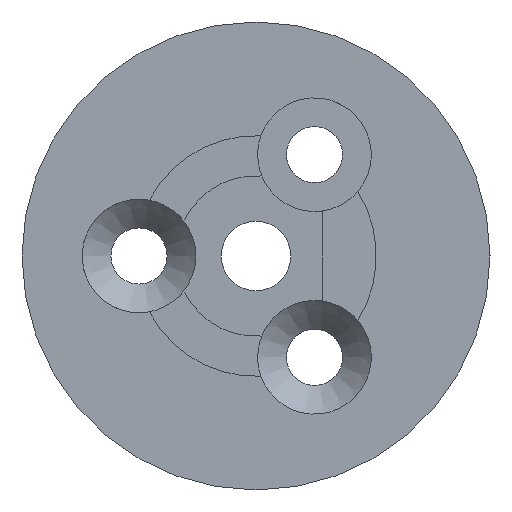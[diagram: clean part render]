
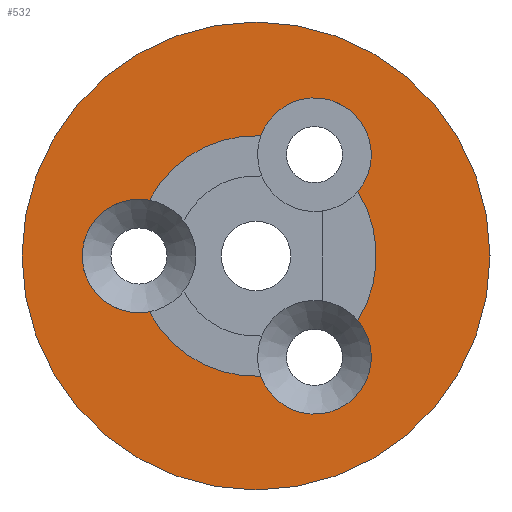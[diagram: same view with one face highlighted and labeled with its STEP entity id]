
A CAD part, left-side view. The second image highlights one B-rep face of the part: STEP entity #532.
In plain terms, the highlighted planar face has unit normal (-1, 0, 0).
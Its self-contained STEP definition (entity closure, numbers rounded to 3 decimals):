
#52=FACE_BOUND('',#124,.T.);
#61=PLANE('',#626);
#86=FACE_OUTER_BOUND('',#123,.T.);
#123=EDGE_LOOP('',(#461));
#124=EDGE_LOOP('',(#462,#463,#464,#465,#466,#467));
#226=CIRCLE('',#612,4.25);
#228=CIRCLE('',#616,4.25);
#229=CIRCLE('',#618,4.25);
#230=CIRCLE('',#620,9.);
#231=CIRCLE('',#622,9.);
#232=CIRCLE('',#624,9.);
#233=CIRCLE('',#627,17.5);
#272=VERTEX_POINT('',#949);
#273=VERTEX_POINT('',#951);
#274=VERTEX_POINT('',#957);
#275=VERTEX_POINT('',#959);
#276=VERTEX_POINT('',#963);
#277=VERTEX_POINT('',#965);
#278=VERTEX_POINT('',#977);
#334=EDGE_CURVE('',#273,#272,#226,.T.);
#338=EDGE_CURVE('',#275,#274,#228,.T.);
#341=EDGE_CURVE('',#277,#276,#229,.T.);
#342=EDGE_CURVE('',#273,#276,#230,.F.);
#343=EDGE_CURVE('',#277,#274,#231,.F.);
#344=EDGE_CURVE('',#275,#272,#232,.F.);
#346=EDGE_CURVE('',#278,#278,#233,.T.);
#461=ORIENTED_EDGE('',*,*,#346,.T.);
#462=ORIENTED_EDGE('',*,*,#343,.T.);
#463=ORIENTED_EDGE('',*,*,#338,.F.);
#464=ORIENTED_EDGE('',*,*,#344,.T.);
#465=ORIENTED_EDGE('',*,*,#334,.F.);
#466=ORIENTED_EDGE('',*,*,#342,.T.);
#467=ORIENTED_EDGE('',*,*,#341,.F.);
#532=ADVANCED_FACE('',(#86,#52),#61,.T.);
#612=AXIS2_PLACEMENT_3D('',#953,#771,#772);
#616=AXIS2_PLACEMENT_3D('',#961,#781,#782);
#618=AXIS2_PLACEMENT_3D('',#967,#787,#788);
#620=AXIS2_PLACEMENT_3D('',#969,#791,#792);
#622=AXIS2_PLACEMENT_3D('',#971,#795,#796);
#624=AXIS2_PLACEMENT_3D('',#973,#799,#800);
#626=AXIS2_PLACEMENT_3D('',#976,#804,#805);
#627=AXIS2_PLACEMENT_3D('',#978,#806,#807);
#771=DIRECTION('center_axis',(-1.,0.,0.));
#772=DIRECTION('ref_axis',(0.,-0.165,0.986));
#781=DIRECTION('center_axis',(-1.,0.,0.));
#782=DIRECTION('ref_axis',(0.,0.937,-0.35));
#787=DIRECTION('center_axis',(-1.,0.,0.));
#788=DIRECTION('ref_axis',(0.,-0.772,-0.636));
#791=DIRECTION('center_axis',(-1.,0.,0.));
#792=DIRECTION('ref_axis',(0.,0.5,0.866));
#795=DIRECTION('center_axis',(-1.,0.,0.));
#796=DIRECTION('ref_axis',(0.,0.5,0.866));
#799=DIRECTION('center_axis',(-1.,0.,0.));
#800=DIRECTION('ref_axis',(0.,0.5,0.866));
#804=DIRECTION('center_axis',(-1.,0.,0.));
#805=DIRECTION('ref_axis',(0.,0.5,0.866));
#806=DIRECTION('center_axis',(-1.,0.,0.));
#807=DIRECTION('ref_axis',(0.,0.5,0.866));
#949=CARTESIAN_POINT('',(1.,7.971,-4.178));
#951=CARTESIAN_POINT('',(1.,7.971,4.178));
#953=CARTESIAN_POINT('Origin',(1.,8.75,0.));
#957=CARTESIAN_POINT('',(1.,-7.604,-4.814));
#959=CARTESIAN_POINT('',(1.,-0.367,-8.992));
#961=CARTESIAN_POINT('Origin',(1.,-4.375,-7.578));
#963=CARTESIAN_POINT('',(1.,-0.367,8.992));
#965=CARTESIAN_POINT('',(1.,-7.604,4.814));
#967=CARTESIAN_POINT('Origin',(1.,-4.375,7.578));
#969=CARTESIAN_POINT('Origin',(1.,0.,0.));
#971=CARTESIAN_POINT('Origin',(1.,0.,0.));
#973=CARTESIAN_POINT('Origin',(1.,0.,0.));
#976=CARTESIAN_POINT('Origin',(1.,0.,0.));
#977=CARTESIAN_POINT('',(1.,-8.75,-15.155));
#978=CARTESIAN_POINT('Origin',(1.,0.,0.));
